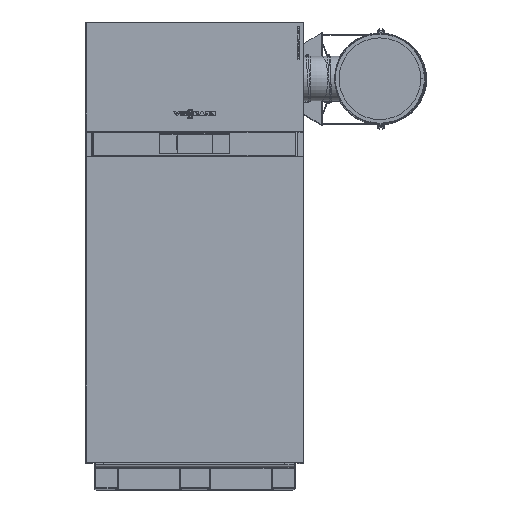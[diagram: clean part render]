
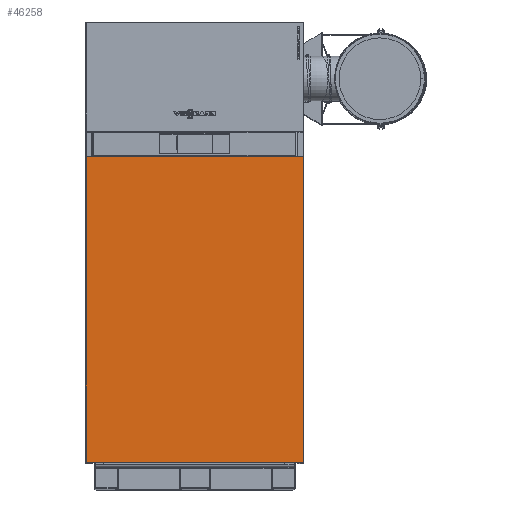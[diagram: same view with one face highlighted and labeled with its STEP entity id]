
A CAD part, top view. The second image highlights one B-rep face of the part: STEP entity #46258.
In plain terms, the highlighted planar face has unit normal (0, 0, 1).
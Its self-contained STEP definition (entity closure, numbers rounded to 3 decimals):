
#2903=FACE_OUTER_BOUND('',#4717,.T.);
#4717=EDGE_LOOP('',(#40097,#40098,#40099,#40100,#40101,#40102,#40103,#40104));
#11204=LINE('',#79586,#16369);
#11241=LINE('',#79766,#16406);
#11242=LINE('',#79768,#16407);
#11243=LINE('',#79770,#16408);
#11244=LINE('',#79772,#16409);
#11245=LINE('',#79773,#16410);
#11246=LINE('',#79775,#16411);
#11247=LINE('',#79776,#16412);
#16369=VECTOR('',#61662,0.039);
#16406=VECTOR('',#61815,0.039);
#16407=VECTOR('',#61816,0.039);
#16408=VECTOR('',#61817,0.039);
#16409=VECTOR('',#61818,0.039);
#16410=VECTOR('',#61819,0.039);
#16411=VECTOR('',#61820,0.039);
#16412=VECTOR('',#61821,0.039);
#22265=VERTEX_POINT('',#79583);
#22266=VERTEX_POINT('',#79585);
#22316=VERTEX_POINT('',#79764);
#22317=VERTEX_POINT('',#79765);
#22318=VERTEX_POINT('',#79767);
#22319=VERTEX_POINT('',#79769);
#22320=VERTEX_POINT('',#79771);
#22321=VERTEX_POINT('',#79774);
#29682=EDGE_CURVE('',#22266,#22265,#11204,.T.);
#29760=EDGE_CURVE('',#22316,#22317,#11241,.T.);
#29761=EDGE_CURVE('',#22316,#22318,#11242,.T.);
#29762=EDGE_CURVE('',#22319,#22318,#11243,.T.);
#29763=EDGE_CURVE('',#22320,#22319,#11244,.T.);
#29764=EDGE_CURVE('',#22266,#22320,#11245,.T.);
#29765=EDGE_CURVE('',#22321,#22265,#11246,.T.);
#29766=EDGE_CURVE('',#22317,#22321,#11247,.T.);
#40097=ORIENTED_EDGE('',*,*,#29760,.F.);
#40098=ORIENTED_EDGE('',*,*,#29761,.T.);
#40099=ORIENTED_EDGE('',*,*,#29762,.F.);
#40100=ORIENTED_EDGE('',*,*,#29763,.F.);
#40101=ORIENTED_EDGE('',*,*,#29764,.F.);
#40102=ORIENTED_EDGE('',*,*,#29682,.T.);
#40103=ORIENTED_EDGE('',*,*,#29765,.F.);
#40104=ORIENTED_EDGE('',*,*,#29766,.F.);
#42801=PLANE('',#50350);
#46258=ADVANCED_FACE('',(#2903),#42801,.T.);
#50350=AXIS2_PLACEMENT_3D('',#79763,#61813,#61814);
#61662=DIRECTION('',(0.,-1.,0.));
#61813=DIRECTION('center_axis',(0.,0.,
1.));
#61814=DIRECTION('ref_axis',(1.,0.,0.));
#61815=DIRECTION('',(-1.,0.,0.));
#61816=DIRECTION('',(0.,1.,0.));
#61817=DIRECTION('',(1.,0.,0.));
#61818=DIRECTION('',(1.,0.,0.));
#61819=DIRECTION('',(1.,0.,0.));
#61820=DIRECTION('',(-1.,0.,0.));
#61821=DIRECTION('',(-1.,0.,0.));
#79583=CARTESIAN_POINT('',(-54.826,69.864,-33.714));
#79585=CARTESIAN_POINT('',(-54.826,124.786,-33.714));
#79586=CARTESIAN_POINT('',(-54.826,124.825,-33.714));
#79763=CARTESIAN_POINT('Origin',(-15.731,69.825,-33.714));
#79764=CARTESIAN_POINT('',(-15.771,69.864,-33.714));
#79765=CARTESIAN_POINT('',(-15.771,69.864,-33.714));
#79766=CARTESIAN_POINT('',(-54.826,69.864,-33.714));
#79767=CARTESIAN_POINT('',(-15.771,124.786,-33.714));
#79768=CARTESIAN_POINT('',(-15.771,69.825,-33.714));
#79769=CARTESIAN_POINT('',(-15.771,124.786,-33.714));
#79770=CARTESIAN_POINT('',(-15.771,124.786,-33.714));
#79771=CARTESIAN_POINT('',(-54.826,124.786,-33.714));
#79772=CARTESIAN_POINT('',(-54.826,124.786,-33.714));
#79773=CARTESIAN_POINT('',(-15.771,124.786,-33.714));
#79774=CARTESIAN_POINT('',(-54.826,69.864,-33.714));
#79775=CARTESIAN_POINT('',(-54.826,69.864,-33.714));
#79776=CARTESIAN_POINT('',(-15.771,69.864,-33.714));
